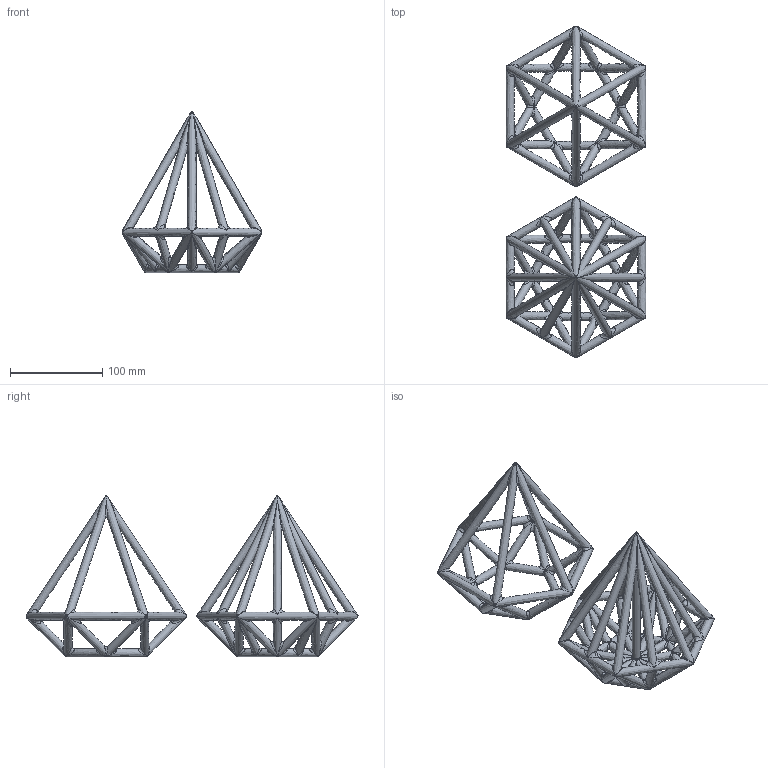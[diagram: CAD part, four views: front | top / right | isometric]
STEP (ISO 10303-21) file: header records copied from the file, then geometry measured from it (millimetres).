
FILE_DESCRIPTION(('FreeCAD Model'),'2;1');
FILE_NAME('Open CASCADE Shape Model','2025-05-04T06:56:33',('FreeCAD'),( 'FreeCAD'),'Open CASCADE STEP processor 7.6','FreeCAD','Unknown');
FILE_SCHEMA(('AUTOMOTIVE_DESIGN { 1 0 10303 214 1 1 1 1 }'));
Products named in the file (1): Open CASCADE STEP translator 7.6 1
Bounding box: 151.25 x 359.12 x 174.82 mm (x, y, z)
Volume: 373007.7 mm3; surface area: 156414.8 mm2
Topology: 2 solids, 2 shells, 683 faces, 1745 edges, 711 vertices
Faces by surface type: bspline 683
Entity records: 38429 total; most frequent: CARTESIAN_POINT 30483, ORIENTED_EDGE 3012, EDGE_CURVE 1506, VERTEX_POINT 709, FACE_BOUND 693, EDGE_LOOP 693, ADVANCED_FACE 681, B_SPLINE_SURFACE_WITH_KNOTS 432
